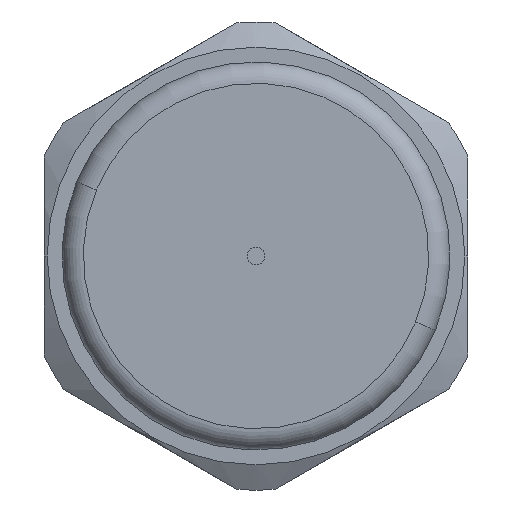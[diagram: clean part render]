
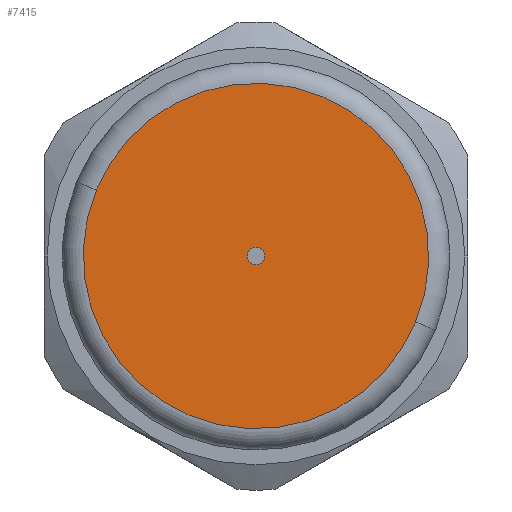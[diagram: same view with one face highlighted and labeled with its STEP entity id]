
A CAD part, left-side view. The second image highlights one B-rep face of the part: STEP entity #7415.
In plain terms, the highlighted planar face has unit normal (-1, 0, 0).
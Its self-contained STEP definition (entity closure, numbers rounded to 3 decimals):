
#256 = FACE_BOUND ( 'NONE', #9252, .T. ) ;
#397 = AXIS2_PLACEMENT_3D ( 'NONE', #9816, #5630, #4832 ) ;
#527 = AXIS2_PLACEMENT_3D ( 'NONE', #1608, #853, #6572 ) ;
#853 = DIRECTION ( 'NONE',  ( 1., 0., 0. ) ) ;
#1121 = CARTESIAN_POINT ( 'NONE',  ( 8.062, 0.555, 0.229 ) ) ;
#1306 = DIRECTION ( 'NONE',  ( -1., 0., 0. ) ) ;
#1608 = CARTESIAN_POINT ( 'NONE',  ( 8.062, 0., 0. ) ) ;
#1778 = DIRECTION ( 'NONE',  ( 1., 0., 0. ) ) ;
#2197 = CARTESIAN_POINT ( 'NONE',  ( 8.062, -10.775, -4.452 ) ) ;
#2476 = VERTEX_POINT ( 'NONE', #2898 ) ;
#2630 = DIRECTION ( 'NONE',  ( 0., -0.924, -0.382 ) ) ;
#2721 = CARTESIAN_POINT ( 'NONE',  ( 8.062, 0., 0. ) ) ;
#2898 = CARTESIAN_POINT ( 'NONE',  ( 8.062, -0.555, -0.229 ) ) ;
#2933 = FACE_OUTER_BOUND ( 'NONE', #5538, .T. ) ;
#3070 = VERTEX_POINT ( 'NONE', #2197 ) ;
#3732 = CARTESIAN_POINT ( 'NONE',  ( 8.062, -0.555, -0.229 ) ) ;
#4039 = ORIENTED_EDGE ( 'NONE', *, *, #9152, .T. ) ;
#4113 = EDGE_CURVE ( 'NONE', #2476, #4920, #7572, .T. ) ;
#4202 = CIRCLE ( 'NONE', #527, 11.658 ) ;
#4270 = VERTEX_POINT ( 'NONE', #9734 ) ;
#4832 = DIRECTION ( 'NONE',  ( 0., -0.924, -0.382 ) ) ;
#4920 = VERTEX_POINT ( 'NONE', #1121 ) ;
#5075 = CIRCLE ( 'NONE', #397, 0.6 ) ;
#5538 = EDGE_LOOP ( 'NONE', ( #9776, #9823 ) ) ;
#5613 = CIRCLE ( 'NONE', #8399, 11.658 ) ;
#5630 = DIRECTION ( 'NONE',  ( 1., 0., 0. ) ) ;
#6522 = ORIENTED_EDGE ( 'NONE', *, *, #4113, .T. ) ;
#6572 = DIRECTION ( 'NONE',  ( 0., -0.924, -0.382 ) ) ;
#7156 = EDGE_CURVE ( 'NONE', #3070, #4270, #4202, .T. ) ;
#7259 = EDGE_CURVE ( 'NONE', #4270, #3070, #5613, .T. ) ;
#7415 = ADVANCED_FACE ( 'NONE', ( #256, #2933 ), #10289, .T. ) ;
#7519 = DIRECTION ( 'NONE',  ( 0., -0.924, -0.382 ) ) ;
#7525 = DIRECTION ( 'NONE',  ( 1., 0., 0. ) ) ;
#7547 = AXIS2_PLACEMENT_3D ( 'NONE', #2721, #1778, #7519 ) ;
#7572 = CIRCLE ( 'NONE', #7547, 0.6 ) ;
#7636 = AXIS2_PLACEMENT_3D ( 'NONE', #3732, #1306, #9467 ) ;
#8399 = AXIS2_PLACEMENT_3D ( 'NONE', #9228, #7525, #2630 ) ;
#9152 = EDGE_CURVE ( 'NONE', #4920, #2476, #5075, .T. ) ;
#9228 = CARTESIAN_POINT ( 'NONE',  ( 8.062, 0., 0. ) ) ;
#9252 = EDGE_LOOP ( 'NONE', ( #6522, #4039 ) ) ;
#9467 = DIRECTION ( 'NONE',  ( 0., 0.924, 0.382 ) ) ;
#9734 = CARTESIAN_POINT ( 'NONE',  ( 8.062, 10.775, 4.452 ) ) ;
#9776 = ORIENTED_EDGE ( 'NONE', *, *, #7156, .F. ) ;
#9816 = CARTESIAN_POINT ( 'NONE',  ( 8.062, 0., 0. ) ) ;
#9823 = ORIENTED_EDGE ( 'NONE', *, *, #7259, .F. ) ;
#10289 = PLANE ( 'NONE',  #7636 ) ;
